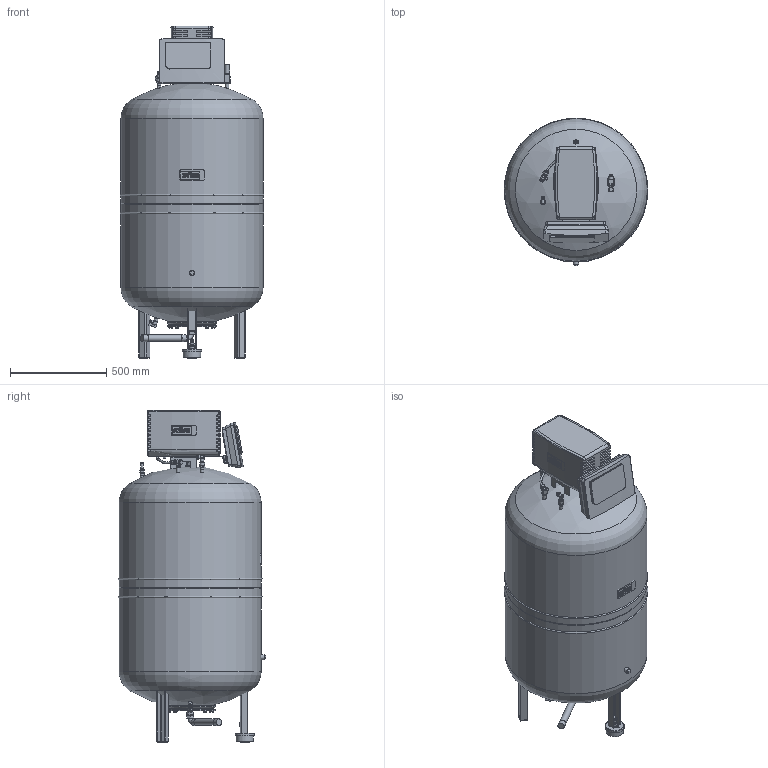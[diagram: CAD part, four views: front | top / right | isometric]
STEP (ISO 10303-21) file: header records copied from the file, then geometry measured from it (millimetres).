
FILE_DESCRIPTION(/* description */ (''),/* implementation_level */ '2;1');
FILE_NAME(/* name */ '3d_ReflexomatRSCSmart500_6bar-8810500.stp',/* time_stamp */ '2024-02-02T12:50:29+01:00',/* author */ ('Andrzej'),/* organization */ (''),/* preprocessor_version */ 'ST-DEVELOPER v16.13',/* originating_system */ 'AutoCAD Mechanical',/* authorisation */ '');
FILE_SCHEMA (('AUTOMOTIVE_DESIGN { 1 0 10303 214 3 1 1 }'));
Length unit declared in the file: millimetre
Products named in the file (1): Product
Bounding box: 748.77 x 768.39 x 1729 mm (x, y, z)
Volume: 513195078.1 mm3; surface area: 6740529.6 mm2
Topology: 80 solids, 80 shells, 2367 faces, 5885 edges, 3785 vertices
Faces by surface type: plane 1431, cylinder 727, sphere 61, torus 54, bspline 53, cone 41
Full cylindrical faces by diameter (mm): 2 x10, 5.5 x4, 6.5 x1, 7 x4, 8 x1, 9 x7, 10 x19, 10.5 x8, 11.2 x1, 12 x1, 12.2 x2, 12.5 x2, 13 x11, 13.16 x1, 13.6 x2, 13.7 x1, 14 x1, 14.6 x8, 15 x3, 15.2 x2, 16 x15, 16.5 x1, 16.662 x1, 17 x11, 17.5 x8, 18 x3, 18.5 x3, 18.9 x1, 18.99 x1, 19 x10
Entity records: 72200 total; most frequent: CARTESIAN_POINT 16514, DIRECTION 11609, ORIENTED_EDGE 10940, EDGE_CURVE 5468, AXIS2_PLACEMENT_3D 4006, VERTEX_POINT 3733, LINE 3597, VECTOR 3597
